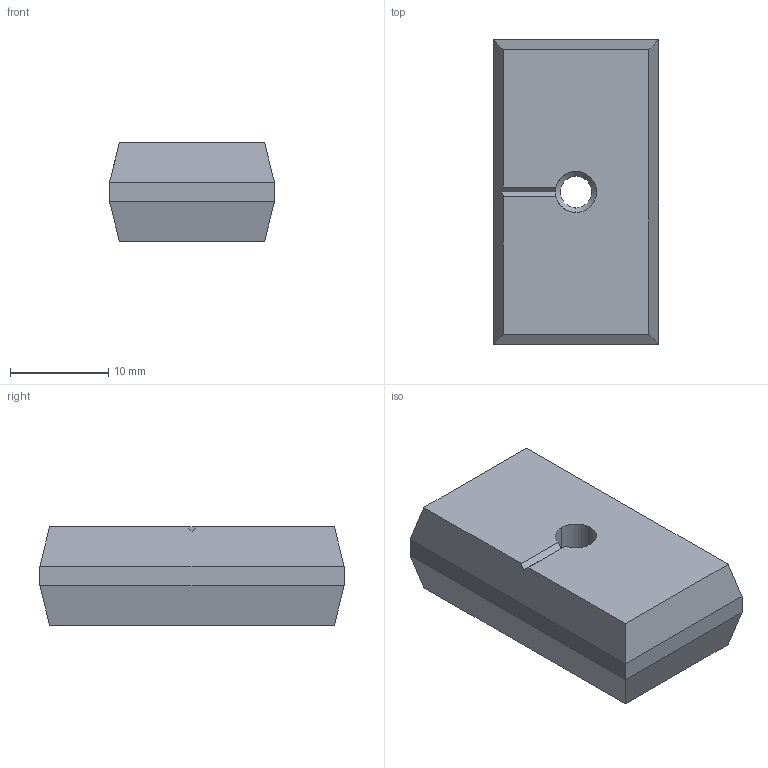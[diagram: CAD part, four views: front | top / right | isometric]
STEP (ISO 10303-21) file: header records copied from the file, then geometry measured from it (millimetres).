
FILE_DESCRIPTION (( 'STEP AP203' ), '1' );
FILE_NAME ('sone3D.STEP', '2017-04-07T08:29:01', ( '' ), ( '' ), 'SwSTEP 2.0', 'SolidWorks 2014', '' );
FILE_SCHEMA (( 'CONFIG_CONTROL_DESIGN' ));
Length unit declared in the file: millimetre
Products named in the file (1): sone3D
Bounding box: 16.8 x 31 x 10 mm (x, y, z)
Volume: 4716.9 mm3; surface area: 1904.8 mm2
Topology: 1 solids, 1 shells, 26 faces, 59 edges, 34 vertices
Faces by surface type: plane 16, cylinder 6, cone 4
Entity records: 789 total; most frequent: CARTESIAN_POINT 126, DIRECTION 124, ORIENTED_EDGE 118, EDGE_CURVE 59, VECTOR 44, LINE 44, AXIS2_PLACEMENT_3D 40, VERTEX_POINT 34
